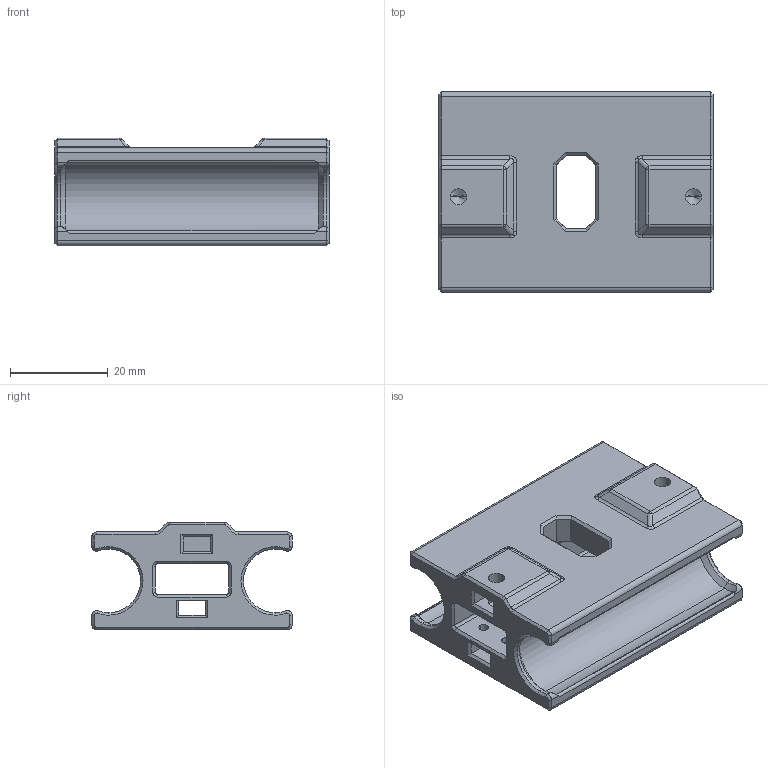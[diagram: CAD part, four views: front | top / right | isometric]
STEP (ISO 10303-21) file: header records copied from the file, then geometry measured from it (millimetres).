
FILE_DESCRIPTION (( 'STEP AP203' ), '1' );
FILE_NAME ('热端滑块.STEP', '2021-09-03T10:32:52', ( '' ), ( '' ), 'SwSTEP 2.0', 'SolidWorks 2018', '' );
FILE_SCHEMA (( 'CONFIG_CONTROL_DESIGN' ));
Length unit declared in the file: millimetre
Products named in the file (1): 热端滑块
Bounding box: 56 x 40.93 x 22 mm (x, y, z)
Volume: 23125.8 mm3; surface area: 13189.8 mm2
Topology: 1 solids, 1 shells, 286 faces, 728 edges, 434 vertices
Faces by surface type: plane 120, cylinder 88, cone 64, bspline 10, sphere 4
Entity records: 9113 total; most frequent: CARTESIAN_POINT 2155, ORIENTED_EDGE 1448, DIRECTION 1424, EDGE_CURVE 724, AXIS2_PLACEMENT_3D 487, LINE 450, VECTOR 450, VERTEX_POINT 434
